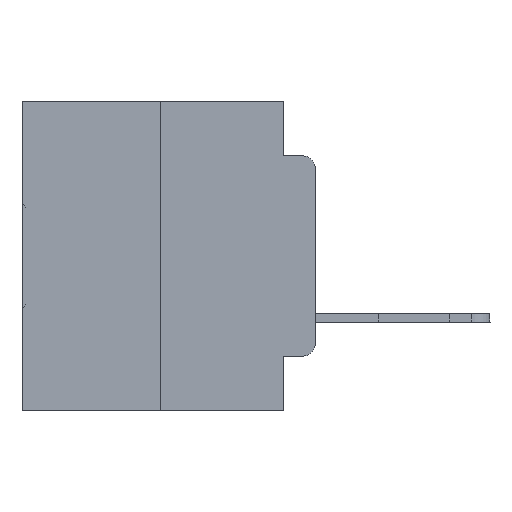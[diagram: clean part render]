
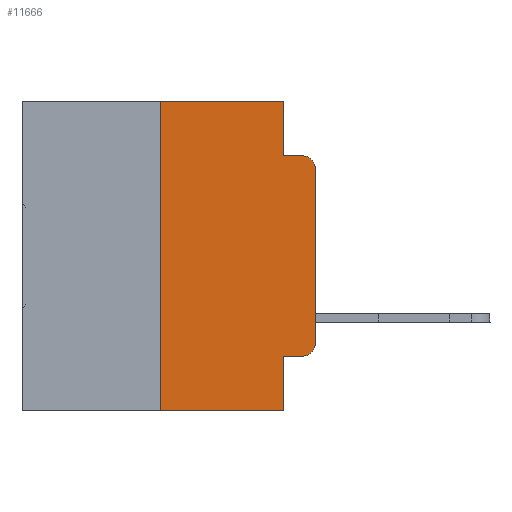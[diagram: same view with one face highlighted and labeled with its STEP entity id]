
A CAD part, left-side view. The second image highlights one B-rep face of the part: STEP entity #11666.
In plain terms, the highlighted planar face has unit normal (-1, 0, 0).
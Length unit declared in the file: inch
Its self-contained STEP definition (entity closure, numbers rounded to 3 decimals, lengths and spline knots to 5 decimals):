
#489 = ORIENTED_EDGE ( 'NONE', *, *, #13117, .F. ) ;
#606 = EDGE_CURVE ( 'NONE', #14772, #18768, #9929, .T. ) ;
#844 = VERTEX_POINT ( 'NONE', #16786 ) ;
#1173 = LINE ( 'NONE', #4341, #24893 ) ;
#1252 = FACE_OUTER_BOUND ( 'NONE', #26263, .T. ) ;
#1548 = CARTESIAN_POINT ( 'NONE',  ( 0., 0.051, 0. ) ) ;
#2156 = EDGE_CURVE ( 'NONE', #28893, #14772, #32345, .T. ) ;
#2271 = VERTEX_POINT ( 'NONE', #4657 ) ;
#2394 = CIRCLE ( 'NONE', #12176, 0.02 ) ;
#2663 = DIRECTION ( 'NONE',  ( 0., -1., 0. ) ) ;
#2684 = CARTESIAN_POINT ( 'NONE',  ( 0., 0., -0.1085 ) ) ;
#2736 = DIRECTION ( 'NONE',  ( 0., 0., -1. ) ) ;
#3636 = CARTESIAN_POINT ( 'NONE',  ( 0., 0.473, 0. ) ) ;
#3648 = CARTESIAN_POINT ( 'NONE',  ( 0., 0.02, -0.3915 ) ) ;
#3726 = CARTESIAN_POINT ( 'NONE',  ( 0., 0.051, 0. ) ) ;
#4341 = CARTESIAN_POINT ( 'NONE',  ( 0., 0.051, -0.0885 ) ) ;
#4387 = ORIENTED_EDGE ( 'NONE', *, *, #8941, .T. ) ;
#4657 = CARTESIAN_POINT ( 'NONE',  ( 0., 0., -0.3915 ) ) ;
#5056 = EDGE_CURVE ( 'NONE', #13121, #2271, #5440, .T. ) ;
#5440 = CIRCLE ( 'NONE', #11488, 0.02 ) ;
#5530 = ORIENTED_EDGE ( 'NONE', *, *, #20082, .T. ) ;
#5574 = CARTESIAN_POINT ( 'NONE',  ( 0., 0.051, -0.4115 ) ) ;
#5651 = VERTEX_POINT ( 'NONE', #20357 ) ;
#6081 = CARTESIAN_POINT ( 'NONE',  ( 0., 0.25, -0.5 ) ) ;
#6331 = DIRECTION ( 'NONE',  ( 0., -1., 0. ) ) ;
#7634 = ORIENTED_EDGE ( 'NONE', *, *, #12644, .F. ) ;
#7924 = EDGE_CURVE ( 'NONE', #18768, #31583, #1173, .T. ) ;
#8298 = DIRECTION ( 'NONE',  ( -1., 0., 0. ) ) ;
#8409 = DIRECTION ( 'NONE',  ( 0., 0., -1. ) ) ;
#8490 = CARTESIAN_POINT ( 'NONE',  ( 0., 0.02, -0.4115 ) ) ;
#8675 = CARTESIAN_POINT ( 'NONE',  ( 0., 0.02, -0.0885 ) ) ;
#8941 = EDGE_CURVE ( 'NONE', #13179, #5651, #10263, .T. ) ;
#9509 = CARTESIAN_POINT ( 'NONE',  ( 0., 0.051, 0. ) ) ;
#9926 = LINE ( 'NONE', #3726, #18971 ) ;
#9929 = LINE ( 'NONE', #9509, #16629 ) ;
#10051 = CARTESIAN_POINT ( 'NONE',  ( 0., 0.25, 0. ) ) ;
#10263 = LINE ( 'NONE', #32405, #29623 ) ;
#11488 = AXIS2_PLACEMENT_3D ( 'NONE', #3648, #31512, #13712 ) ;
#11666 = ADVANCED_FACE ( 'NONE', ( #1252 ), #25823, .F. ) ;
#11673 = ORIENTED_EDGE ( 'NONE', *, *, #2156, .F. ) ;
#12176 = AXIS2_PLACEMENT_3D ( 'NONE', #31768, #8298, #8409 ) ;
#12558 = VECTOR ( 'NONE', #6331, 39.37008 ) ;
#12644 = EDGE_CURVE ( 'NONE', #13179, #28893, #31284, .T. ) ;
#12818 = ORIENTED_EDGE ( 'NONE', *, *, #7924, .F. ) ;
#13025 = CARTESIAN_POINT ( 'NONE',  ( 0., 0.473, 0. ) ) ;
#13117 = EDGE_CURVE ( 'NONE', #844, #5651, #9926, .T. ) ;
#13121 = VERTEX_POINT ( 'NONE', #8490 ) ;
#13179 = VERTEX_POINT ( 'NONE', #6081 ) ;
#13276 = CARTESIAN_POINT ( 'NONE',  ( 0., 0., 0. ) ) ;
#13712 = DIRECTION ( 'NONE',  ( 0., 0., -1. ) ) ;
#14744 = ORIENTED_EDGE ( 'NONE', *, *, #18767, .T. ) ;
#14772 = VERTEX_POINT ( 'NONE', #1548 ) ;
#15349 = DIRECTION ( 'NONE',  ( 1., 0., 0. ) ) ;
#16629 = VECTOR ( 'NONE', #29681, 39.37008 ) ;
#16784 = CARTESIAN_POINT ( 'NONE',  ( 0., 0.25, 0. ) ) ;
#16786 = CARTESIAN_POINT ( 'NONE',  ( 0., 0.051, -0.4115 ) ) ;
#16839 = DIRECTION ( 'NONE',  ( 0., 0., 1. ) ) ;
#18767 = EDGE_CURVE ( 'NONE', #2271, #26177, #26985, .T. ) ;
#18768 = VERTEX_POINT ( 'NONE', #30953 ) ;
#18971 = VECTOR ( 'NONE', #23592, 39.37008 ) ;
#20082 = EDGE_CURVE ( 'NONE', #844, #13121, #30430, .T. ) ;
#20357 = CARTESIAN_POINT ( 'NONE',  ( 0., 0.051, -0.5 ) ) ;
#20421 = ORIENTED_EDGE ( 'NONE', *, *, #606, .F. ) ;
#22639 = VECTOR ( 'NONE', #16839, 39.37008 ) ;
#23592 = DIRECTION ( 'NONE',  ( 0., 0., -1. ) ) ;
#23712 = VECTOR ( 'NONE', #25759, 39.37008 ) ;
#24893 = VECTOR ( 'NONE', #27174, 39.37008 ) ;
#25163 = AXIS2_PLACEMENT_3D ( 'NONE', #13025, #15349, #2736 ) ;
#25759 = DIRECTION ( 'NONE',  ( 0., -1., 0. ) ) ;
#25823 = PLANE ( 'NONE',  #25163 ) ;
#26062 = ORIENTED_EDGE ( 'NONE', *, *, #27877, .T. ) ;
#26177 = VERTEX_POINT ( 'NONE', #2684 ) ;
#26263 = EDGE_LOOP ( 'NONE', ( #14744, #26062, #12818, #20421, #11673, #7634, #4387, #489, #5530, #31064 ) ) ;
#26932 = VECTOR ( 'NONE', #29690, 39.37008 ) ;
#26985 = LINE ( 'NONE', #13276, #22639 ) ;
#27174 = DIRECTION ( 'NONE',  ( 0., -1., 0. ) ) ;
#27877 = EDGE_CURVE ( 'NONE', #26177, #31583, #2394, .T. ) ;
#28893 = VERTEX_POINT ( 'NONE', #10051 ) ;
#29623 = VECTOR ( 'NONE', #2663, 39.37008 ) ;
#29681 = DIRECTION ( 'NONE',  ( 0., 0., -1. ) ) ;
#29690 = DIRECTION ( 'NONE',  ( 0., 0., 1. ) ) ;
#30430 = LINE ( 'NONE', #5574, #23712 ) ;
#30953 = CARTESIAN_POINT ( 'NONE',  ( 0., 0.051, -0.0885 ) ) ;
#31064 = ORIENTED_EDGE ( 'NONE', *, *, #5056, .T. ) ;
#31284 = LINE ( 'NONE', #16784, #26932 ) ;
#31512 = DIRECTION ( 'NONE',  ( -1., 0., 0. ) ) ;
#31583 = VERTEX_POINT ( 'NONE', #8675 ) ;
#31768 = CARTESIAN_POINT ( 'NONE',  ( 0., 0.02, -0.1085 ) ) ;
#32345 = LINE ( 'NONE', #3636, #12558 ) ;
#32405 = CARTESIAN_POINT ( 'NONE',  ( 0., 0.473, -0.5 ) ) ;
